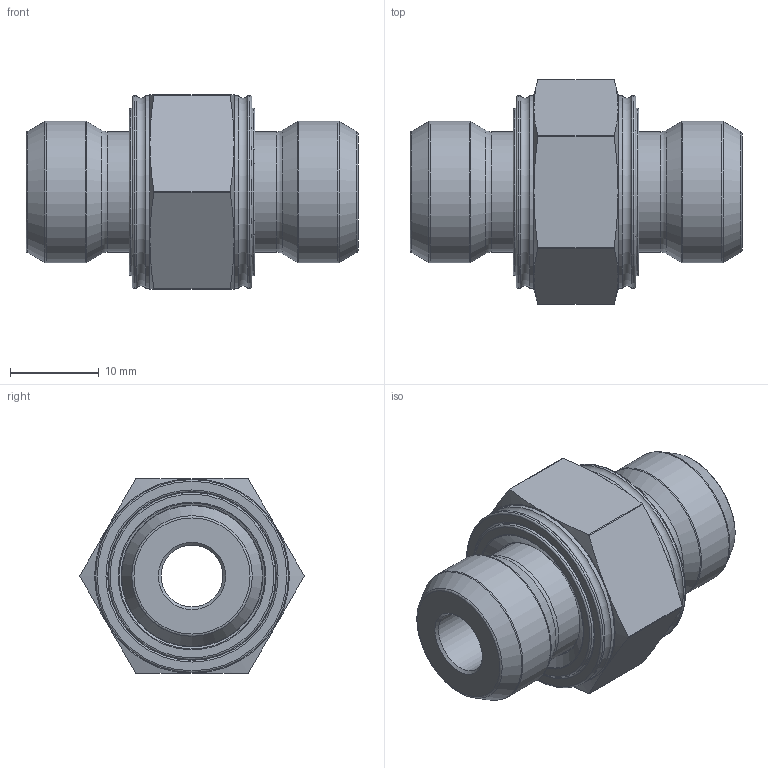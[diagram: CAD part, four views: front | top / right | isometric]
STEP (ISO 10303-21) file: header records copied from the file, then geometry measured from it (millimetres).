
FILE_DESCRIPTION(/* description */ (''),/* implementation_level */ '2;1');
FILE_NAME(/* name */ 'DUM10.stp',/* time_stamp */ '2025-01-08T13:02:17+01:00',/* author */ (''),/* organization */ (''),/* preprocessor_version */ 'ST-DEVELOPER v16',/* originating_system */ 'SIEMENS PLM Software NX 10.0',/* authorisation */ '');
FILE_SCHEMA (('CONFIG_CONTROL_DESIGN'));
Length unit declared in the file: millimetre
Products named in the file (2): X-URM-102; X-DUM102
Assembly tree (2 placements, depth 2):
  X-DUM102
    X-URM-102  x2
Bounding box: 37.5 x 25.37 x 22 mm (x, y, z)
Volume: 8224.8 mm3; surface area: 4725.9 mm2
Topology: 3 solids, 3 shells, 83 faces, 178 edges, 107 vertices
Faces by surface type: torus 24, cylinder 21, cone 20, plane 18
Full cylindrical faces by diameter (mm): 7 x1, 13.6 x2, 13.8 x2, 16 x2, 18.9 x2, 19.045 x2, 21.8 x4
Entity records: 2050 total; most frequent: CARTESIAN_POINT 484, DIRECTION 284, ORIENTED_EDGE 216, AXIS2_PLACEMENT_3D 136, EDGE_LOOP 122, EDGE_CURVE 108, FACE_BOUND 98, VERTEX_POINT 84
